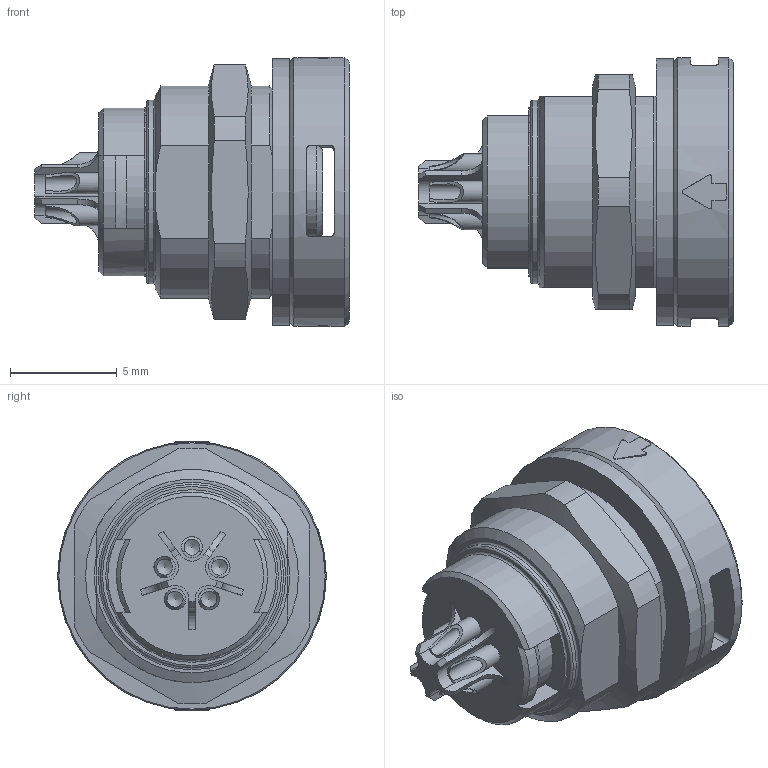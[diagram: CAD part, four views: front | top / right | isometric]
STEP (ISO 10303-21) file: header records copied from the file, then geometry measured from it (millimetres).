
FILE_DESCRIPTION(/* description */ (''),/* implementation_level */ '2;1');
FILE_NAME(/* name */ '06-4204-0003-001_06.stp',/* time_stamp */ '2014-03-18T16:02:49+01:00',/* author */ (''),/* organization */ (''),/* preprocessor_version */ 'ST-DEVELOPER v14',/* originating_system */ 'SIEMENS PLM Software NX 8.0',/* authorisation */ '');
FILE_SCHEMA (('AP203_CONFIGURATION_CONTROLLED_3D_DESIGN_OF_MECHANICAL_PARTS_AND_ASSEMBLIES_MIM_LF { 1 0 10303 403 2 1 2}'));
Length unit declared in the file: millimetre
Products named in the file (1): umae16F8A491mm4f
Bounding box: 14.75 x 12.6 x 12.65 mm (x, y, z)
Volume: 817.2 mm3; surface area: 1218.9 mm2
Topology: 2 solids, 2 shells, 217 faces, 583 edges, 383 vertices
Faces by surface type: plane 88, cylinder 82, cone 32, torus 13, sphere 2
Full cylindrical faces by diameter (mm): 0.57 x5, 0.75 x5, 1 x5, 4.55 x1, 6.9 x1, 8.6 x1, 9.188 x1, 12.5 x1, 12.6 x1
Entity records: 7487 total; most frequent: CARTESIAN_POINT 2364, DIRECTION 1015, ORIENTED_EDGE 1010, EDGE_CURVE 505, AXIS2_PLACEMENT_3D 400, VERTEX_POINT 354, EDGE_LOOP 280, ADVANCED_FACE 217
